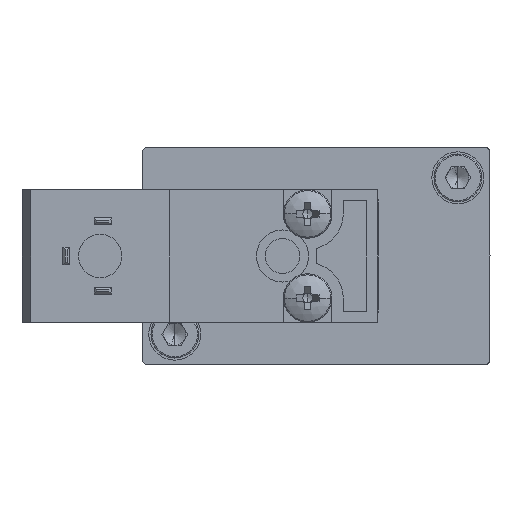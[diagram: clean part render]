
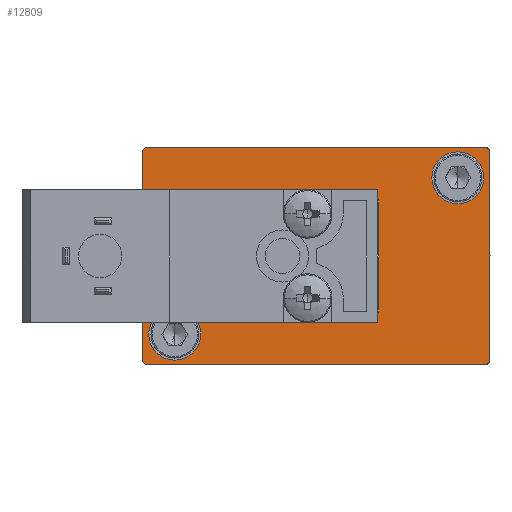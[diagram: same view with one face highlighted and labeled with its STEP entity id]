
A CAD part, left-side view. The second image highlights one B-rep face of the part: STEP entity #12809.
In plain terms, the highlighted planar face has unit normal (-1, 0, 0).
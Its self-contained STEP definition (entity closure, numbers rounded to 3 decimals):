
#48 = AXIS2_PLACEMENT_3D ( 'NONE', #4946, #12961, #5004 ) ;
#159 = FACE_BOUND ( 'NONE', #9425, .T. ) ;
#375 = VERTEX_POINT ( 'NONE', #5554 ) ;
#395 = AXIS2_PLACEMENT_3D ( 'NONE', #4248, #5351, #4187 ) ;
#512 = FACE_OUTER_BOUND ( 'NONE', #1043, .T. ) ;
#555 = LINE ( 'NONE', #768, #3788 ) ;
#603 = AXIS2_PLACEMENT_3D ( 'NONE', #2484, #2383, #8269 ) ;
#743 = ORIENTED_EDGE ( 'NONE', *, *, #4618, .T. ) ;
#752 = EDGE_CURVE ( 'NONE', #9167, #1326, #555, .T. ) ;
#768 = CARTESIAN_POINT ( 'NONE',  ( -52., 23.5, 13.5 ) ) ;
#809 = AXIS2_PLACEMENT_3D ( 'NONE', #9230, #4680, #1220 ) ;
#877 = EDGE_CURVE ( 'NONE', #3290, #9167, #14026, .T. ) ;
#1016 = ORIENTED_EDGE ( 'NONE', *, *, #2853, .F. ) ;
#1026 = CARTESIAN_POINT ( 'NONE',  ( -52., 23.5, 12.5 ) ) ;
#1043 = EDGE_LOOP ( 'NONE', ( #7139, #743, #6646, #10559, #1016, #1392, #9682, #5065, #11048, #11311, #8172, #5202 ) ) ;
#1095 = CARTESIAN_POINT ( 'NONE',  ( -52., 0., 0. ) ) ;
#1220 = DIRECTION ( 'NONE',  ( 0., 0., -1. ) ) ;
#1326 = VERTEX_POINT ( 'NONE', #3842 ) ;
#1392 = ORIENTED_EDGE ( 'NONE', *, *, #9565, .T. ) ;
#1631 = EDGE_CURVE ( 'NONE', #8243, #6560, #6672, .T. ) ;
#1741 = EDGE_CURVE ( 'NONE', #13034, #13635, #2693, .T. ) ;
#2013 = DIRECTION ( 'NONE',  ( 0., 0., -1. ) ) ;
#2145 = DIRECTION ( 'NONE',  ( -1., 0., 0. ) ) ;
#2189 = DIRECTION ( 'NONE',  ( -1., 0., 0. ) ) ;
#2215 = EDGE_LOOP ( 'NONE', ( #8326, #10919 ) ) ;
#2223 = CARTESIAN_POINT ( 'NONE',  ( -52., 39.5, 0.5 ) ) ;
#2351 = AXIS2_PLACEMENT_3D ( 'NONE', #12803, #7206, #8419 ) ;
#2383 = DIRECTION ( 'NONE',  ( -1., 0., 0. ) ) ;
#2484 = CARTESIAN_POINT ( 'NONE',  ( -52., 36.3, 3.5 ) ) ;
#2693 = CIRCLE ( 'NONE', #809, 0.5 ) ;
#2740 = DIRECTION ( 'NONE',  ( 0., 0., 1. ) ) ;
#2821 = VECTOR ( 'NONE', #11063, 1000. ) ;
#2853 = EDGE_CURVE ( 'NONE', #3537, #13635, #7107, .T. ) ;
#2900 = CARTESIAN_POINT ( 'NONE',  ( -52., 40., 25. ) ) ;
#2907 = CARTESIAN_POINT ( 'NONE',  ( -52., 0.5, 25. ) ) ;
#3174 = PLANE ( 'NONE',  #8921 ) ;
#3253 = VECTOR ( 'NONE', #5275, 1000. ) ;
#3290 = VERTEX_POINT ( 'NONE', #12523 ) ;
#3537 = VERTEX_POINT ( 'NONE', #8118 ) ;
#3575 = FACE_BOUND ( 'NONE', #2215, .T. ) ;
#3788 = VECTOR ( 'NONE', #6506, 1000. ) ;
#3842 = CARTESIAN_POINT ( 'NONE',  ( -52., 40., 13.5 ) ) ;
#3990 = CARTESIAN_POINT ( 'NONE',  ( -52., 40., 0. ) ) ;
#4187 = DIRECTION ( 'NONE',  ( 0., 0., -1. ) ) ;
#4248 = CARTESIAN_POINT ( 'NONE',  ( -52., 3.7, 21.5 ) ) ;
#4335 = CARTESIAN_POINT ( 'NONE',  ( -52., 40., 11.5 ) ) ;
#4410 = VECTOR ( 'NONE', #11559, 1000. ) ;
#4598 = EDGE_CURVE ( 'NONE', #6546, #14037, #5963, .T. ) ;
#4618 = EDGE_CURVE ( 'NONE', #10853, #5878, #9574, .T. ) ;
#4680 = DIRECTION ( 'NONE',  ( -1., 0., 0. ) ) ;
#4946 = CARTESIAN_POINT ( 'NONE',  ( -52., 0.5, 24.5 ) ) ;
#4984 = CARTESIAN_POINT ( 'NONE',  ( -52., 39.5, 0. ) ) ;
#5004 = DIRECTION ( 'NONE',  ( 0., 0., -1. ) ) ;
#5065 = ORIENTED_EDGE ( 'NONE', *, *, #8312, .T. ) ;
#5166 = VECTOR ( 'NONE', #2740, 1000. ) ;
#5202 = ORIENTED_EDGE ( 'NONE', *, *, #8889, .F. ) ;
#5275 = DIRECTION ( 'NONE',  ( 0., -1., 0. ) ) ;
#5351 = DIRECTION ( 'NONE',  ( -1., 0., 0. ) ) ;
#5448 = EDGE_CURVE ( 'NONE', #1326, #5551, #5747, .T. ) ;
#5551 = VERTEX_POINT ( 'NONE', #9199 ) ;
#5554 = CARTESIAN_POINT ( 'NONE',  ( -52., 3.7, 24.5 ) ) ;
#5625 = DIRECTION ( 'NONE',  ( -1., 0., 0. ) ) ;
#5644 = DIRECTION ( 'NONE',  ( 0., 0., -1. ) ) ;
#5660 = CARTESIAN_POINT ( 'NONE',  ( -52., 3.7, 18.5 ) ) ;
#5747 = LINE ( 'NONE', #8030, #14171 ) ;
#5829 = CIRCLE ( 'NONE', #6004, 0.5 ) ;
#5838 = CARTESIAN_POINT ( 'NONE',  ( -52., 0., 11.5 ) ) ;
#5878 = VERTEX_POINT ( 'NONE', #4984 ) ;
#5963 = LINE ( 'NONE', #2900, #3253 ) ;
#6004 = AXIS2_PLACEMENT_3D ( 'NONE', #7719, #14691, #2013 ) ;
#6166 = CARTESIAN_POINT ( 'NONE',  ( -52., 39.5, 25. ) ) ;
#6506 = DIRECTION ( 'NONE',  ( 0., 1., 0. ) ) ;
#6522 = CIRCLE ( 'NONE', #48, 0.5 ) ;
#6537 = CIRCLE ( 'NONE', #2351, 3. ) ;
#6546 = VERTEX_POINT ( 'NONE', #6166 ) ;
#6560 = VERTEX_POINT ( 'NONE', #10796 ) ;
#6646 = ORIENTED_EDGE ( 'NONE', *, *, #13163, .F. ) ;
#6672 = CIRCLE ( 'NONE', #603, 3. ) ;
#6706 = CARTESIAN_POINT ( 'NONE',  ( -52., 0., 0. ) ) ;
#6874 = CARTESIAN_POINT ( 'NONE',  ( -52., 23.5, 13.5 ) ) ;
#7107 = LINE ( 'NONE', #1095, #4410 ) ;
#7139 = ORIENTED_EDGE ( 'NONE', *, *, #13638, .F. ) ;
#7206 = DIRECTION ( 'NONE',  ( -1., 0., 0. ) ) ;
#7392 = EDGE_CURVE ( 'NONE', #375, #8406, #9354, .T. ) ;
#7550 = ORIENTED_EDGE ( 'NONE', *, *, #12856, .F. ) ;
#7692 = LINE ( 'NONE', #3990, #5166 ) ;
#7719 = CARTESIAN_POINT ( 'NONE',  ( -52., 39.5, 24.5 ) ) ;
#8030 = CARTESIAN_POINT ( 'NONE',  ( -52., 40., 0. ) ) ;
#8118 = CARTESIAN_POINT ( 'NONE',  ( -52., 0., 24.5 ) ) ;
#8144 = AXIS2_PLACEMENT_3D ( 'NONE', #9238, #14884, #5644 ) ;
#8172 = ORIENTED_EDGE ( 'NONE', *, *, #877, .F. ) ;
#8210 = DIRECTION ( 'NONE',  ( 0., -1., 0. ) ) ;
#8243 = VERTEX_POINT ( 'NONE', #14329 ) ;
#8269 = DIRECTION ( 'NONE',  ( 0., 0., -1. ) ) ;
#8312 = EDGE_CURVE ( 'NONE', #6546, #5551, #5829, .T. ) ;
#8326 = ORIENTED_EDGE ( 'NONE', *, *, #1631, .F. ) ;
#8406 = VERTEX_POINT ( 'NONE', #5660 ) ;
#8419 = DIRECTION ( 'NONE',  ( 0., 0., -1. ) ) ;
#8464 = AXIS2_PLACEMENT_3D ( 'NONE', #2223, #5625, #14757 ) ;
#8695 = CARTESIAN_POINT ( 'NONE',  ( -52., 40., 0. ) ) ;
#8889 = EDGE_CURVE ( 'NONE', #9678, #3290, #10690, .T. ) ;
#8921 = AXIS2_PLACEMENT_3D ( 'NONE', #6706, #2145, #14773 ) ;
#8972 = EDGE_CURVE ( 'NONE', #6560, #8243, #6537, .T. ) ;
#9167 = VERTEX_POINT ( 'NONE', #6874 ) ;
#9199 = CARTESIAN_POINT ( 'NONE',  ( -52., 40., 24.5 ) ) ;
#9230 = CARTESIAN_POINT ( 'NONE',  ( -52., 0.5, 0.5 ) ) ;
#9238 = CARTESIAN_POINT ( 'NONE',  ( -52., 3.7, 21.5 ) ) ;
#9354 = CIRCLE ( 'NONE', #395, 3. ) ;
#9425 = EDGE_LOOP ( 'NONE', ( #7550, #14774 ) ) ;
#9565 = EDGE_CURVE ( 'NONE', #3537, #14037, #6522, .T. ) ;
#9574 = CIRCLE ( 'NONE', #8464, 0.5 ) ;
#9678 = VERTEX_POINT ( 'NONE', #4335 ) ;
#9682 = ORIENTED_EDGE ( 'NONE', *, *, #4598, .F. ) ;
#10225 = DIRECTION ( 'NONE',  ( 0., 0., -1. ) ) ;
#10553 = CARTESIAN_POINT ( 'NONE',  ( -52., 0., 0.5 ) ) ;
#10559 = ORIENTED_EDGE ( 'NONE', *, *, #1741, .T. ) ;
#10575 = LINE ( 'NONE', #8695, #2821 ) ;
#10690 = LINE ( 'NONE', #5838, #11417 ) ;
#10796 = CARTESIAN_POINT ( 'NONE',  ( -52., 36.3, 6.5 ) ) ;
#10853 = VERTEX_POINT ( 'NONE', #14666 ) ;
#10919 = ORIENTED_EDGE ( 'NONE', *, *, #8972, .F. ) ;
#11048 = ORIENTED_EDGE ( 'NONE', *, *, #5448, .F. ) ;
#11063 = DIRECTION ( 'NONE',  ( 0., 1., 0. ) ) ;
#11311 = ORIENTED_EDGE ( 'NONE', *, *, #752, .F. ) ;
#11417 = VECTOR ( 'NONE', #8210, 1000. ) ;
#11559 = DIRECTION ( 'NONE',  ( 0., 0., -1. ) ) ;
#11973 = AXIS2_PLACEMENT_3D ( 'NONE', #1026, #2189, #10225 ) ;
#12523 = CARTESIAN_POINT ( 'NONE',  ( -52., 23.5, 11.5 ) ) ;
#12527 = DIRECTION ( 'NONE',  ( 0., 0., 1. ) ) ;
#12536 = CIRCLE ( 'NONE', #8144, 3. ) ;
#12803 = CARTESIAN_POINT ( 'NONE',  ( -52., 36.3, 3.5 ) ) ;
#12809 = ADVANCED_FACE ( 'NONE', ( #159, #3575, #512 ), #3174, .T. ) ;
#12856 = EDGE_CURVE ( 'NONE', #8406, #375, #12536, .T. ) ;
#12961 = DIRECTION ( 'NONE',  ( -1., 0., 0. ) ) ;
#13034 = VERTEX_POINT ( 'NONE', #14010 ) ;
#13163 = EDGE_CURVE ( 'NONE', #13034, #5878, #10575, .T. ) ;
#13635 = VERTEX_POINT ( 'NONE', #10553 ) ;
#13638 = EDGE_CURVE ( 'NONE', #10853, #9678, #7692, .T. ) ;
#14010 = CARTESIAN_POINT ( 'NONE',  ( -52., 0.5, 0. ) ) ;
#14026 = CIRCLE ( 'NONE', #11973, 1. ) ;
#14037 = VERTEX_POINT ( 'NONE', #2907 ) ;
#14171 = VECTOR ( 'NONE', #12527, 1000. ) ;
#14329 = CARTESIAN_POINT ( 'NONE',  ( -52., 36.3, 0.5 ) ) ;
#14666 = CARTESIAN_POINT ( 'NONE',  ( -52., 40., 0.5 ) ) ;
#14691 = DIRECTION ( 'NONE',  ( -1., 0., 0. ) ) ;
#14757 = DIRECTION ( 'NONE',  ( 0., 0., -1. ) ) ;
#14773 = DIRECTION ( 'NONE',  ( 0., 0., -1. ) ) ;
#14774 = ORIENTED_EDGE ( 'NONE', *, *, #7392, .F. ) ;
#14884 = DIRECTION ( 'NONE',  ( -1., 0., 0. ) ) ;
